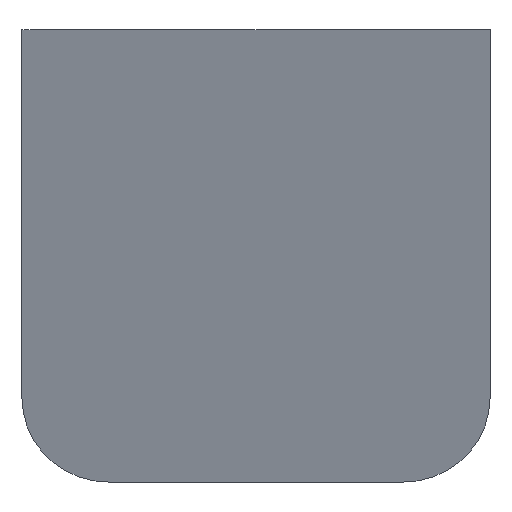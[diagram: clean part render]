
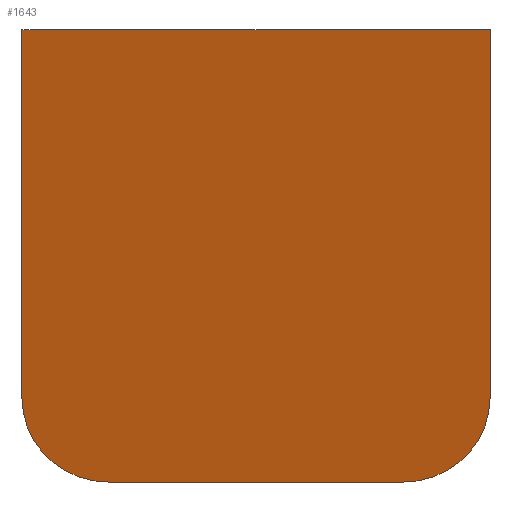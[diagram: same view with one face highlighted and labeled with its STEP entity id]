
A CAD part, front view. The second image highlights one B-rep face of the part: STEP entity #1643.
In plain terms, the highlighted planar face has unit normal (0, -0.961, -0.276).
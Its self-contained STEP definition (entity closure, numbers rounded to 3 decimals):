
#87=CIRCLE('',#1717,10.);
#91=CIRCLE('',#1724,10.);
#188=FACE_OUTER_BOUND('',#283,.T.);
#283=EDGE_LOOP('',(#1324,#1325,#1326,#1327,#1328,#1329));
#365=LINE('',#2470,#524);
#371=LINE('',#2489,#530);
#451=LINE('',#2699,#610);
#459=LINE('',#2717,#618);
#524=VECTOR('',#1926,10.);
#530=VECTOR('',#1944,10.);
#610=VECTOR('',#2124,10.);
#618=VECTOR('',#2142,10.);
#694=VERTEX_POINT('',#2453);
#695=VERTEX_POINT('',#2454);
#701=VERTEX_POINT('',#2468);
#706=VERTEX_POINT('',#2482);
#707=VERTEX_POINT('',#2483);
#708=VERTEX_POINT('',#2488);
#858=EDGE_CURVE('',#694,#695,#87,.T.);
#866=EDGE_CURVE('',#694,#701,#365,.T.);
#872=EDGE_CURVE('',#706,#707,#91,.T.);
#875=EDGE_CURVE('',#708,#707,#371,.T.);
#980=EDGE_CURVE('',#701,#708,#451,.T.);
#990=EDGE_CURVE('',#695,#706,#459,.T.);
#1324=ORIENTED_EDGE('',*,*,#858,.F.);
#1325=ORIENTED_EDGE('',*,*,#866,.T.);
#1326=ORIENTED_EDGE('',*,*,#980,.T.);
#1327=ORIENTED_EDGE('',*,*,#875,.T.);
#1328=ORIENTED_EDGE('',*,*,#872,.F.);
#1329=ORIENTED_EDGE('',*,*,#990,.F.);
#1586=PLANE('',#1781);
#1643=ADVANCED_FACE('',(#188),#1586,.T.);
#1717=AXIS2_PLACEMENT_3D('',#2455,#1914,#1915);
#1724=AXIS2_PLACEMENT_3D('',#2484,#1938,#1939);
#1781=AXIS2_PLACEMENT_3D('',#2718,#2143,#2144);
#1914=DIRECTION('center_axis',(0.,0.961,0.276));
#1915=DIRECTION('ref_axis',(0.707,0.195,-0.68));
#1926=DIRECTION('',(0.,-0.276,0.961));
#1938=DIRECTION('center_axis',(0.,0.961,0.276));
#1939=DIRECTION('ref_axis',(-0.707,0.195,-0.68));
#1944=DIRECTION('',(0.,0.276,-0.961));
#2124=DIRECTION('',(-1.,0.,0.));
#2142=DIRECTION('',(-1.,0.,0.));
#2143=DIRECTION('center_axis',(0.,-0.961,-0.276));
#2144=DIRECTION('ref_axis',(0.,-0.276,0.961));
#2453=CARTESIAN_POINT('',(0.,-0.602,-42.296));
#2454=CARTESIAN_POINT('',(-10.,2.154,-51.908));
#2455=CARTESIAN_POINT('Origin',(-10.,-0.602,-42.296));
#2468=CARTESIAN_POINT('',(0.,-12.73,0.));
#2470=CARTESIAN_POINT('',(0.,2.154,-51.908));
#2482=CARTESIAN_POINT('',(-43.72,2.154,-51.908));
#2483=CARTESIAN_POINT('',(-53.72,-0.602,-42.296));
#2484=CARTESIAN_POINT('Origin',(-43.72,-0.602,-42.296));
#2488=CARTESIAN_POINT('',(-53.72,-12.73,0.));
#2489=CARTESIAN_POINT('',(-53.72,-1.476,-39.249));
#2699=CARTESIAN_POINT('',(0.,-12.73,0.));
#2717=CARTESIAN_POINT('',(0.,2.154,-51.908));
#2718=CARTESIAN_POINT('Origin',(0.,2.154,-51.908));
